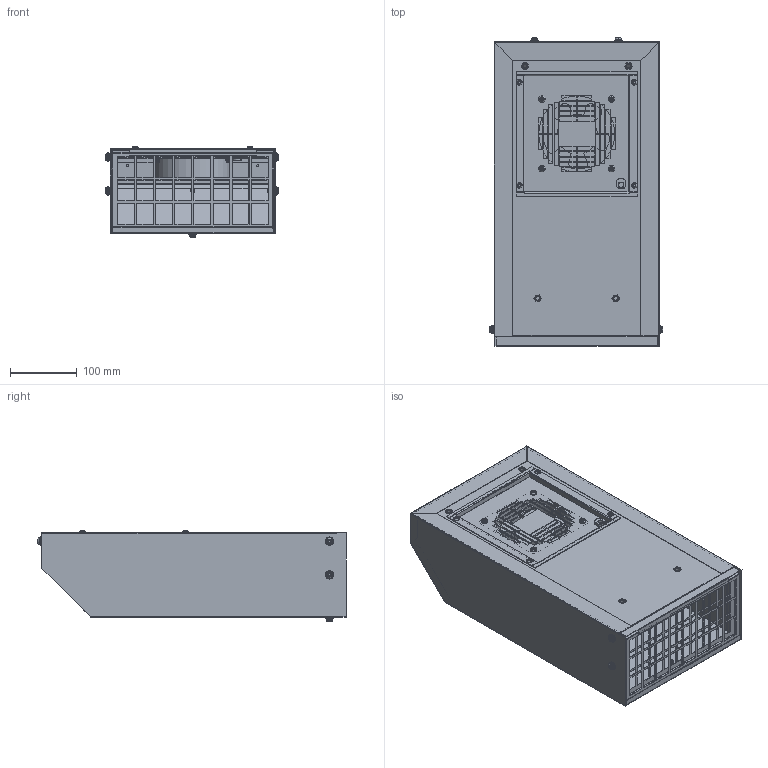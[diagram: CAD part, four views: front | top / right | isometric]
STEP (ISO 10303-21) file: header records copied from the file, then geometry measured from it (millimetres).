
FILE_DESCRIPTION (( 'STEP AP203' ), '1' );
FILE_NAME ('KNP40FL.STEP', '2024-11-15T17:16:04', ( '' ), ( '' ), 'SwSTEP 2.0', 'SolidWorks 2024', '' );
FILE_SCHEMA (( 'CONFIG_CONTROL_DESIGN' ));
Length unit declared in the file: inch
Products named in the file (22): 3260-00-10P; 0451-50_92750A213; 3260-00-18GLV; 3260-00-35P; 0451-65_98273A315; 3260-00-33GLV; 0427-52; 3260-00-12P; 9148-02; 0427-52-01; 3260-00-03; 0265-09; 3260-00-11GLV; 3260-00-34GLV; 0450-01; 0710-01_91114A011; 0451-49PLTD_92750A310; 0643-05; 0434-37; KNP40FL
Assembly tree (34 placements, depth 3):
  9148-02
  0643-05
  KNP40FL
    3260-00-35P
      3260-00-33GLV
      3260-00-34GLV
    3260-00-11GLV
    0434-37  x4
    3260-00-12P
      3260-00-12P
    3260-00-03
      0265-09
      3260-00-18GLV
      0451-65_98273A315  x4
      0710-01_91114A011
      0450-01
    0451-50_92750A213  x4
    0427-52-01  x7
      0427-52
      0451-49PLTD_92750A310
    3260-00-10P
      3260-00-10P
Bounding box: 260.4 x 463.12 x 136.02 mm (x, y, z)
Volume: 645720.4 mm3; surface area: 1090999.8 mm2
Topology: 36 solids, 36 shells, 3147 faces, 8299 edges, 5295 vertices
Faces by surface type: cylinder 1390, plane 1036, bspline 415, torus 176, cone 130
Entity records: 57676 total; most frequent: CARTESIAN_POINT 20380, ORIENTED_EDGE 7868, DIRECTION 6215, EDGE_CURVE 3934, VERTEX_POINT 2523, AXIS2_PLACEMENT_3D 2089, LINE 2037, VECTOR 2037
